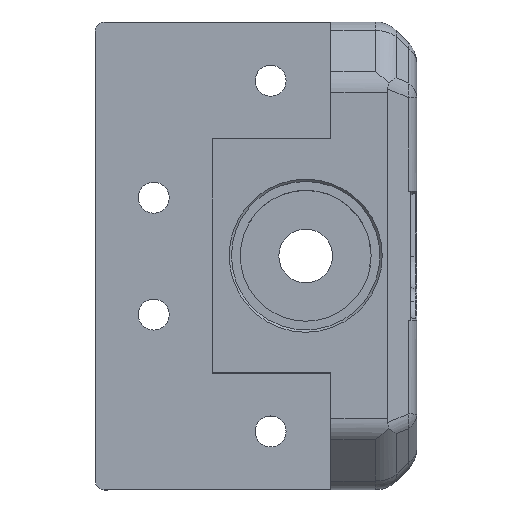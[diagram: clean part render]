
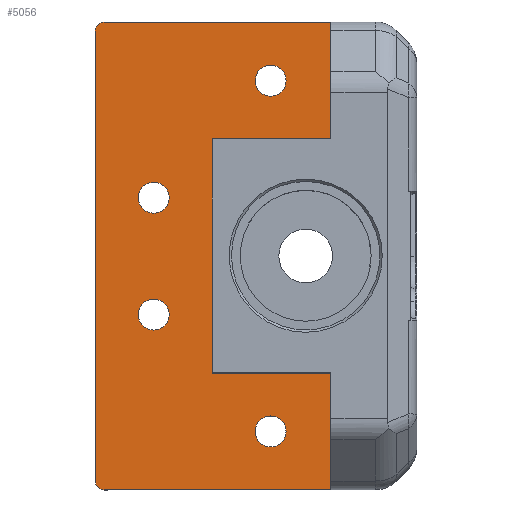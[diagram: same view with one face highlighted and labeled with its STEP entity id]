
A CAD part, top view. The second image highlights one B-rep face of the part: STEP entity #5056.
In plain terms, the highlighted face is planar.
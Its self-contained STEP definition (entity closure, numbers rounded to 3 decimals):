
#183=FACE_BOUND('',#976,.T.);
#184=FACE_BOUND('',#977,.T.);
#185=FACE_BOUND('',#978,.T.);
#186=FACE_BOUND('',#979,.T.);
#396=CIRCLE('',#5522,2.65);
#397=CIRCLE('',#5524,2.65);
#398=CIRCLE('',#5526,2.65);
#399=CIRCLE('',#5528,2.65);
#400=CIRCLE('',#5530,1.5);
#401=CIRCLE('',#5531,1.5);
#662=FACE_OUTER_BOUND('',#975,.T.);
#975=EDGE_LOOP('',(#4084,#4085,#4086,#4087,#4088,#4089,#4090,#4091,#4092,
#4093));
#976=EDGE_LOOP('',(#4094));
#977=EDGE_LOOP('',(#4095));
#978=EDGE_LOOP('',(#4096));
#979=EDGE_LOOP('',(#4097));
#1325=LINE('',#8092,#1775);
#1363=LINE('',#8207,#1813);
#1439=LINE('',#8458,#1889);
#1440=LINE('',#8460,#1890);
#1441=LINE('',#8462,#1891);
#1442=LINE('',#8464,#1892);
#1443=LINE('',#8465,#1893);
#1444=LINE('',#8468,#1894);
#1775=VECTOR('',#6384,10.);
#1813=VECTOR('',#6480,10.);
#1889=VECTOR('',#6734,10.);
#1890=VECTOR('',#6735,10.);
#1891=VECTOR('',#6736,10.);
#1892=VECTOR('',#6737,10.);
#1893=VECTOR('',#6738,10.);
#1894=VECTOR('',#6741,10.);
#2225=VERTEX_POINT('',#8089);
#2226=VERTEX_POINT('',#8091);
#2258=VERTEX_POINT('',#8205);
#2325=VERTEX_POINT('',#8438);
#2326=VERTEX_POINT('',#8442);
#2327=VERTEX_POINT('',#8446);
#2328=VERTEX_POINT('',#8450);
#2329=VERTEX_POINT('',#8454);
#2330=VERTEX_POINT('',#8455);
#2331=VERTEX_POINT('',#8457);
#2332=VERTEX_POINT('',#8459);
#2333=VERTEX_POINT('',#8461);
#2334=VERTEX_POINT('',#8463);
#2335=VERTEX_POINT('',#8466);
#2787=EDGE_CURVE('',#2226,#2225,#1325,.T.);
#2838=EDGE_CURVE('',#2258,#2225,#1363,.T.);
#2949=EDGE_CURVE('',#2325,#2325,#396,.F.);
#2951=EDGE_CURVE('',#2326,#2326,#397,.F.);
#2953=EDGE_CURVE('',#2327,#2327,#398,.F.);
#2955=EDGE_CURVE('',#2328,#2328,#399,.F.);
#2956=EDGE_CURVE('',#2329,#2330,#400,.T.);
#2957=EDGE_CURVE('',#2331,#2329,#1439,.T.);
#2958=EDGE_CURVE('',#2331,#2332,#1440,.T.);
#2959=EDGE_CURVE('',#2333,#2332,#1441,.T.);
#2960=EDGE_CURVE('',#2334,#2333,#1442,.T.);
#2961=EDGE_CURVE('',#2226,#2334,#1443,.T.);
#2962=EDGE_CURVE('',#2335,#2258,#401,.T.);
#2963=EDGE_CURVE('',#2330,#2335,#1444,.T.);
#4084=ORIENTED_EDGE('',*,*,#2956,.F.);
#4085=ORIENTED_EDGE('',*,*,#2957,.F.);
#4086=ORIENTED_EDGE('',*,*,#2958,.T.);
#4087=ORIENTED_EDGE('',*,*,#2959,.F.);
#4088=ORIENTED_EDGE('',*,*,#2960,.F.);
#4089=ORIENTED_EDGE('',*,*,#2961,.F.);
#4090=ORIENTED_EDGE('',*,*,#2787,.T.);
#4091=ORIENTED_EDGE('',*,*,#2838,.F.);
#4092=ORIENTED_EDGE('',*,*,#2962,.F.);
#4093=ORIENTED_EDGE('',*,*,#2963,.F.);
#4094=ORIENTED_EDGE('',*,*,#2955,.F.);
#4095=ORIENTED_EDGE('',*,*,#2953,.F.);
#4096=ORIENTED_EDGE('',*,*,#2951,.F.);
#4097=ORIENTED_EDGE('',*,*,#2949,.F.);
#4838=PLANE('',#5529);
#5056=ADVANCED_FACE('',(#662,#183,#184,#185,#186),#4838,.T.);
#5522=AXIS2_PLACEMENT_3D('',#8440,#6713,#6714);
#5524=AXIS2_PLACEMENT_3D('',#8444,#6718,#6719);
#5526=AXIS2_PLACEMENT_3D('',#8448,#6723,#6724);
#5528=AXIS2_PLACEMENT_3D('',#8452,#6728,#6729);
#5529=AXIS2_PLACEMENT_3D('',#8453,#6730,#6731);
#5530=AXIS2_PLACEMENT_3D('',#8456,#6732,#6733);
#5531=AXIS2_PLACEMENT_3D('',#8467,#6739,#6740);
#6384=DIRECTION('',(0.,1.,0.));
#6480=DIRECTION('',(-1.,0.,0.));
#6713=DIRECTION('center_axis',(0.,0.,
1.));
#6714=DIRECTION('ref_axis',(0.,-1.,0.));
#6718=DIRECTION('center_axis',(0.,0.,
1.));
#6719=DIRECTION('ref_axis',(0.,-1.,0.));
#6723=DIRECTION('center_axis',(0.,0.,
1.));
#6724=DIRECTION('ref_axis',(0.,-1.,0.));
#6728=DIRECTION('center_axis',(0.,0.,
1.));
#6729=DIRECTION('ref_axis',(0.,-1.,0.));
#6730=DIRECTION('center_axis',(0.,0.,
-1.));
#6731=DIRECTION('ref_axis',(0.,-1.,0.));
#6732=DIRECTION('center_axis',(0.,0.,
1.));
#6733=DIRECTION('ref_axis',(0.707,-0.707,0.));
#6734=DIRECTION('',(1.,0.,0.));
#6735=DIRECTION('',(0.,1.,0.));
#6736=DIRECTION('',(-1.,0.,0.));
#6737=DIRECTION('',(0.,-1.,0.));
#6738=DIRECTION('',(1.,0.,0.));
#6739=DIRECTION('center_axis',(0.,0.,
1.));
#6740=DIRECTION('ref_axis',(0.707,0.707,0.));
#6741=DIRECTION('',(0.,1.,0.));
#8089=CARTESIAN_POINT('',(-40.3,80.,10.2));
#8091=CARTESIAN_POINT('',(-40.3,60.,10.2));
#8092=CARTESIAN_POINT('',(-40.3,30.,10.2));
#8205=CARTESIAN_POINT('',(-1.5,80.,10.2));
#8207=CARTESIAN_POINT('',(-20.05,80.,10.2));
#8438=CARTESIAN_POINT('',(-30.,72.65,10.2));
#8440=CARTESIAN_POINT('Origin',(-30.,70.,10.2));
#8442=CARTESIAN_POINT('',(-10.,52.65,10.2));
#8444=CARTESIAN_POINT('Origin',(-10.,50.,10.2));
#8446=CARTESIAN_POINT('',(-10.,32.65,10.2));
#8448=CARTESIAN_POINT('Origin',(-10.,30.,10.2));
#8450=CARTESIAN_POINT('',(-30.,12.65,10.2));
#8452=CARTESIAN_POINT('Origin',(-30.,10.,10.2));
#8453=CARTESIAN_POINT('Origin',(0.,0.,
10.2));
#8454=CARTESIAN_POINT('',(-1.5,0.,10.2));
#8455=CARTESIAN_POINT('',(0.,1.5,10.2));
#8456=CARTESIAN_POINT('Origin',(-1.5,1.5,10.2));
#8457=CARTESIAN_POINT('',(-40.3,0.,10.2));
#8458=CARTESIAN_POINT('',(-20.05,0.,10.2));
#8459=CARTESIAN_POINT('',(-40.3,20.,10.2));
#8460=CARTESIAN_POINT('',(-40.3,10.,10.2));
#8461=CARTESIAN_POINT('',(-20.,20.,10.2));
#8462=CARTESIAN_POINT('',(-40.1,20.,10.2));
#8463=CARTESIAN_POINT('',(-20.,60.,10.2));
#8464=CARTESIAN_POINT('',(-20.,42.71,10.2));
#8465=CARTESIAN_POINT('',(-22.71,60.,10.2));
#8466=CARTESIAN_POINT('',(0.,78.5,10.2));
#8467=CARTESIAN_POINT('Origin',(-1.5,78.5,10.2));
#8468=CARTESIAN_POINT('',(0.,0.,10.2));
